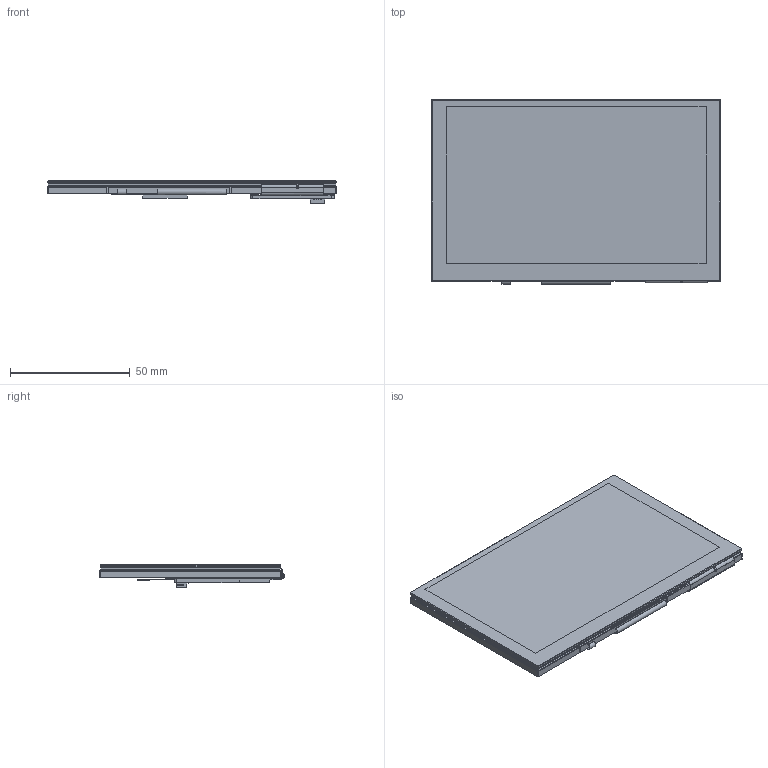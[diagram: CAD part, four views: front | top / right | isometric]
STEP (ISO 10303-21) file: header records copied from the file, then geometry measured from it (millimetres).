
FILE_DESCRIPTION(/* description */ (''),/* implementation_level */ '2;1');
FILE_NAME(/* name */ 'RVT50HQTNWCA0_Rev.1.0.stp',/* time_stamp */ '2021-09-01T13:42:17+02:00',/* author */ ('Mateusz Natywa'),/* organization */ (''),/* preprocessor_version */ 'ST-DEVELOPER v17',/* originating_system */ 'Autodesk Inventor 2019',/* authorisation */ '');
FILE_SCHEMA (('CONFIG_CONTROL_DESIGN'));
Length unit declared in the file: millimetre
Products named in the file (10): RVT50HQTNWC00_Rev.1.0; TFT; DISP; FPC; Assembly1; CG; SCA; SENSOR; FPC_1; DST_2
Assembly tree (9 placements, depth 3):
  RVT50HQTNWC00_Rev.1.0
    TFT
      DISP
      FPC
    Assembly1
      CG
      SCA
      SENSOR
      FPC_1
      DST_2
Bounding box: 120.7 x 77.07 x 9.39 mm (x, y, z)
Volume: 45787.7 mm3; surface area: 85510.3 mm2
Topology: 8 solids, 8 shells, 426 faces, 1178 edges, 772 vertices
Faces by surface type: plane 360, cylinder 49, cone 8, bspline 5, sphere 4
Entity records: 13978 total; most frequent: CARTESIAN_POINT 2520, ORIENTED_EDGE 2356, DIRECTION 2154, EDGE_CURVE 1178, LINE 1062, VECTOR 1062, VERTEX_POINT 772, AXIS2_PLACEMENT_3D 546
